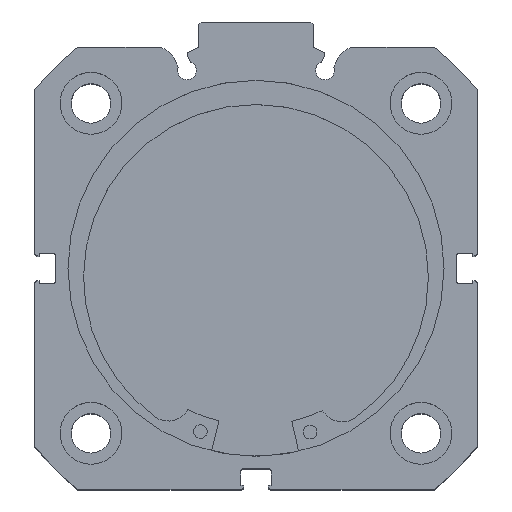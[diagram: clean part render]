
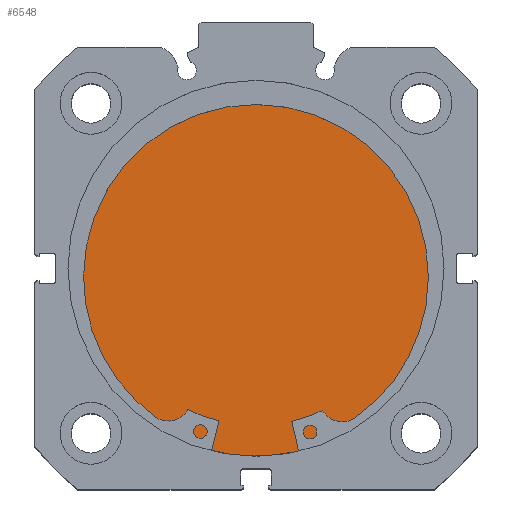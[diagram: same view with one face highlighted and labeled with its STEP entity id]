
A CAD part, top view. The second image highlights one B-rep face of the part: STEP entity #6548.
In plain terms, the highlighted face is planar.
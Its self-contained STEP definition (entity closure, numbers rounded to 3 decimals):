
#450 = ORIENTED_EDGE ( 'NONE', *, *, #6092, .F. ) ;
#451 = ORIENTED_EDGE ( 'NONE', *, *, #5985, .F. ) ;
#1038 = CIRCLE ( 'NONE', #2448, 41. ) ;
#1195 = CIRCLE ( 'NONE', #2499, 41. ) ;
#1478 = DIRECTION ( 'NONE',  ( 0., 0., 1. ) ) ;
#1480 = DIRECTION ( 'NONE',  ( -1., 0., 0. ) ) ;
#1483 = PLANE ( 'NONE',  #2645 ) ;
#1484 = CARTESIAN_POINT ( 'NONE',  ( 12., 41., 0. ) ) ;
#1718 = DIRECTION ( 'NONE',  ( 0., 0., 1. ) ) ;
#1719 = DIRECTION ( 'NONE',  ( -1., 0., 0. ) ) ;
#1726 = CARTESIAN_POINT ( 'NONE',  ( 12., 0., 0. ) ) ;
#2448 = AXIS2_PLACEMENT_3D ( 'NONE', #1726, #1719, #1718 ) ;
#2499 = AXIS2_PLACEMENT_3D ( 'NONE', #5471, #5466, #5465 ) ;
#2645 = AXIS2_PLACEMENT_3D ( 'NONE', #1484, #1480, #1478 ) ;
#3608 = FACE_OUTER_BOUND ( 'NONE', #6706, .T. ) ;
#4392 = CARTESIAN_POINT ( 'NONE',  ( 12., 0., 41. ) ) ;
#4424 = CARTESIAN_POINT ( 'NONE',  ( 12., 0., -41. ) ) ;
#5465 = DIRECTION ( 'NONE',  ( 0., 0., 1. ) ) ;
#5466 = DIRECTION ( 'NONE',  ( -1., 0., 0. ) ) ;
#5471 = CARTESIAN_POINT ( 'NONE',  ( 12., 0., 0. ) ) ;
#5985 = EDGE_CURVE ( 'NONE', #6865, #6897, #1038, .T. ) ;
#6092 = EDGE_CURVE ( 'NONE', #6897, #6865, #1195, .T. ) ;
#6548 = ADVANCED_FACE ( 'NONE', ( #3608 ), #1483, .F. ) ;
#6706 = EDGE_LOOP ( 'NONE', ( #451, #450 ) ) ;
#6865 = VERTEX_POINT ( 'NONE', #4392 ) ;
#6897 = VERTEX_POINT ( 'NONE', #4424 ) ;
